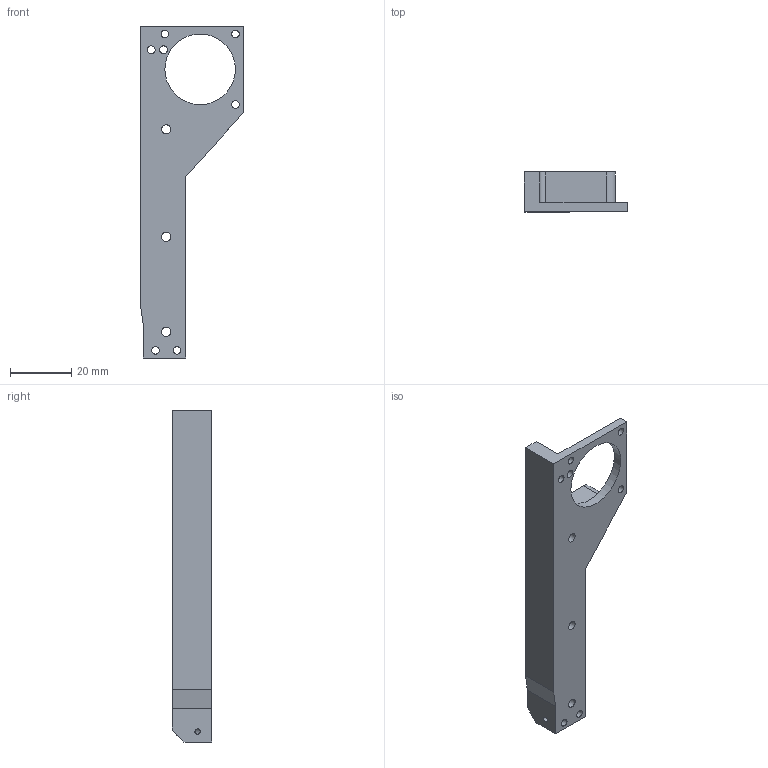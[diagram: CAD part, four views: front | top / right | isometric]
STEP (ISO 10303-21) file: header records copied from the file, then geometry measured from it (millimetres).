
FILE_DESCRIPTION(('FreeCAD Model'),'2;1');
FILE_NAME('motor_mount_v2.step','2019-05-30T13:25:14',('Author'),(''), 'Open CASCADE STEP processor 6.9','FreeCAD','Unknown');
FILE_SCHEMA(('AUTOMOTIVE_DESIGN { 1 0 10303 214 1 1 1 1 }'));
Length unit declared in the file: millimetre
Products named in the file (1): Pad005
Bounding box: 33.6 x 13 x 108.2 mm (x, y, z)
Volume: 16303.3 mm3; surface area: 9078.5 mm2
Topology: 1 solids, 1 shells, 58 faces, 153 edges, 99 vertices
Faces by surface type: plane 27, cylinder 23, cone 8
Full cylindrical faces by diameter (mm): 1.75 x1, 2.5 x7, 3 x3, 4.7 x2, 23 x1
Entity records: 4270 total; most frequent: CARTESIAN_POINT 1129, DIRECTION 590, LINE 311, VECTOR 311, ORIENTED_EDGE 306, PCURVE 306, DEFINITIONAL_REPRESENTATION 306, EDGE_CURVE 153
